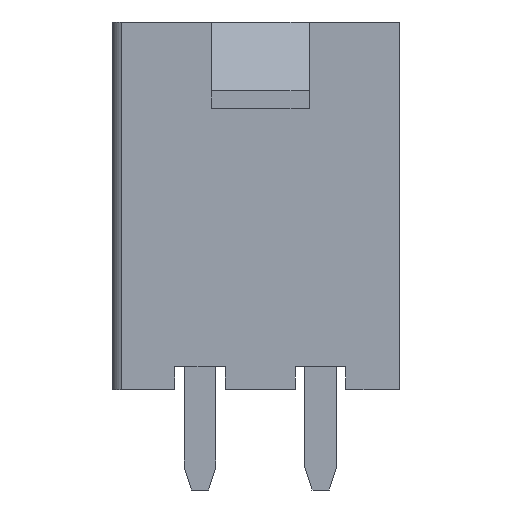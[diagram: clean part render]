
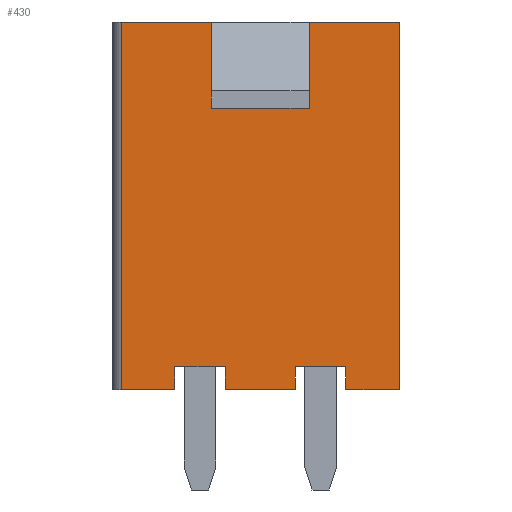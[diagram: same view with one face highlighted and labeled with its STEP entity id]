
A CAD part, front view. The second image highlights one B-rep face of the part: STEP entity #430.
In plain terms, the highlighted planar face has unit normal (0, -1, 0).
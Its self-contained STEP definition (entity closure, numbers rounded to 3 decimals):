
#430 = ADVANCED_FACE( '', ( #922 ), #923, .T. );
#922 = FACE_OUTER_BOUND( '', #1497, .T. );
#923 = PLANE( '', #1498 );
#1497 = EDGE_LOOP( '', ( #2582, #2583, #2584, #2585, #2586, #2587, #2588, #2589, #2590, #2591, #2592, #2593, #2594, #2595, #2596, #2597 ) );
#1498 = AXIS2_PLACEMENT_3D( '', #2598, #2599, #2600 );
#2582 = ORIENTED_EDGE( '', *, *, #4109, .F. );
#2583 = ORIENTED_EDGE( '', *, *, #4110, .T. );
#2584 = ORIENTED_EDGE( '', *, *, #3864, .T. );
#2585 = ORIENTED_EDGE( '', *, *, #4111, .T. );
#2586 = ORIENTED_EDGE( '', *, *, #4056, .F. );
#2587 = ORIENTED_EDGE( '', *, *, #4015, .T. );
#2588 = ORIENTED_EDGE( '', *, *, #4112, .T. );
#2589 = ORIENTED_EDGE( '', *, *, #3831, .F. );
#2590 = ORIENTED_EDGE( '', *, *, #4113, .F. );
#2591 = ORIENTED_EDGE( '', *, *, #3764, .T. );
#2592 = ORIENTED_EDGE( '', *, *, #4114, .T. );
#2593 = ORIENTED_EDGE( '', *, *, #4115, .F. );
#2594 = ORIENTED_EDGE( '', *, *, #4097, .F. );
#2595 = ORIENTED_EDGE( '', *, *, #4116, .T. );
#2596 = ORIENTED_EDGE( '', *, *, #3911, .T. );
#2597 = ORIENTED_EDGE( '', *, *, #4117, .T. );
#2598 = CARTESIAN_POINT( '', ( 4.85, -4.8, -6.4 ) );
#2599 = DIRECTION( '', ( 0., -1., 0. ) );
#2600 = DIRECTION( '', ( 0., 0., -1. ) );
#3764 = EDGE_CURVE( '', #4577, #4578, #4579, .T. );
#3831 = EDGE_CURVE( '', #4693, #4678, #4694, .T. );
#3864 = EDGE_CURVE( '', #4748, #4746, #4749, .T. );
#3911 = EDGE_CURVE( '', #4832, #4830, #4833, .T. );
#4015 = EDGE_CURVE( '', #4998, #4999, #5000, .T. );
#4056 = EDGE_CURVE( '', #4998, #5060, #5061, .T. );
#4097 = EDGE_CURVE( '', #5118, #5120, #5121, .T. );
#4109 = EDGE_CURVE( '', #5137, #5138, #5139, .T. );
#4110 = EDGE_CURVE( '', #5137, #4748, #5140, .T. );
#4111 = EDGE_CURVE( '', #4746, #5060, #5141, .T. );
#4112 = EDGE_CURVE( '', #4999, #4678, #5142, .T. );
#4113 = EDGE_CURVE( '', #4577, #4693, #5143, .T. );
#4114 = EDGE_CURVE( '', #4578, #5144, #5145, .T. );
#4115 = EDGE_CURVE( '', #5120, #5144, #5146, .T. );
#4116 = EDGE_CURVE( '', #5118, #4832, #5147, .T. );
#4117 = EDGE_CURVE( '', #4830, #5138, #5148, .T. );
#4577 = VERTEX_POINT( '', #5746 );
#4578 = VERTEX_POINT( '', #5747 );
#4579 = LINE( '', #5748, #5749 );
#4678 = VERTEX_POINT( '', #5894 );
#4693 = VERTEX_POINT( '', #5916 );
#4694 = LINE( '', #5917, #5918 );
#4746 = VERTEX_POINT( '', #5991 );
#4748 = VERTEX_POINT( '', #5994 );
#4749 = LINE( '', #5995, #5996 );
#4830 = VERTEX_POINT( '', #6117 );
#4832 = VERTEX_POINT( '', #6120 );
#4833 = LINE( '', #6121, #6122 );
#4998 = VERTEX_POINT( '', #6360 );
#4999 = VERTEX_POINT( '', #6361 );
#5000 = LINE( '', #6362, #6363 );
#5060 = VERTEX_POINT( '', #6452 );
#5061 = LINE( '', #6453, #6454 );
#5118 = VERTEX_POINT( '', #6538 );
#5120 = VERTEX_POINT( '', #6541 );
#5121 = LINE( '', #6542, #6543 );
#5137 = VERTEX_POINT( '', #6566 );
#5138 = VERTEX_POINT( '', #6567 );
#5139 = LINE( '', #6568, #6569 );
#5140 = LINE( '', #6570, #6571 );
#5141 = LINE( '', #6572, #6573 );
#5142 = LINE( '', #6574, #6575 );
#5143 = LINE( '', #6576, #6577 );
#5144 = VERTEX_POINT( '', #6578 );
#5145 = LINE( '', #6579, #6580 );
#5146 = LINE( '', #6581, #6582 );
#5147 = LINE( '', #6583, #6584 );
#5148 = LINE( '', #6585, #6586 );
#5746 = CARTESIAN_POINT( '', ( -1.7, -4.8, 3.4 ) );
#5747 = CARTESIAN_POINT( '', ( -1.7, -4.8, 6.4 ) );
#5748 = CARTESIAN_POINT( '', ( -1.7, -4.8, 3.4 ) );
#5749 = VECTOR( '', #7221, 1000. );
#5894 = CARTESIAN_POINT( '', ( 1.7, -4.8, 6.4 ) );
#5916 = CARTESIAN_POINT( '', ( 1.7, -4.8, 3.4 ) );
#5917 = CARTESIAN_POINT( '', ( 1.7, -4.8, 3.4 ) );
#5918 = VECTOR( '', #7275, 1000. );
#5991 = CARTESIAN_POINT( '', ( 2.975, -4.8, -5.6 ) );
#5994 = CARTESIAN_POINT( '', ( 1.225, -4.8, -5.6 ) );
#5995 = CARTESIAN_POINT( '', ( 1.225, -4.8, -5.6 ) );
#5996 = VECTOR( '', #7310, 1000. );
#6117 = CARTESIAN_POINT( '', ( -1.225, -4.8, -5.6 ) );
#6120 = CARTESIAN_POINT( '', ( -2.975, -4.8, -5.6 ) );
#6121 = CARTESIAN_POINT( '', ( -2.975, -4.8, -5.6 ) );
#6122 = VECTOR( '', #7352, 1000. );
#6360 = CARTESIAN_POINT( '', ( 4.85, -4.8, -6.4 ) );
#6361 = CARTESIAN_POINT( '', ( 4.85, -4.8, 6.4 ) );
#6362 = CARTESIAN_POINT( '', ( 4.85, -4.8, -6.4 ) );
#6363 = VECTOR( '', #7471, 1000. );
#6452 = CARTESIAN_POINT( '', ( 2.975, -4.8, -6.4 ) );
#6453 = CARTESIAN_POINT( '', ( 4.85, -4.8, -6.4 ) );
#6454 = VECTOR( '', #7507, 1000. );
#6538 = CARTESIAN_POINT( '', ( -2.975, -4.8, -6.4 ) );
#6541 = CARTESIAN_POINT( '', ( -4.85, -4.8, -6.4 ) );
#6542 = CARTESIAN_POINT( '', ( 4.85, -4.8, -6.4 ) );
#6543 = VECTOR( '', #7545, 1000. );
#6566 = CARTESIAN_POINT( '', ( 1.225, -4.8, -6.4 ) );
#6567 = CARTESIAN_POINT( '', ( -1.225, -4.8, -6.4 ) );
#6568 = CARTESIAN_POINT( '', ( 4.85, -4.8, -6.4 ) );
#6569 = VECTOR( '', #7556, 1000. );
#6570 = CARTESIAN_POINT( '', ( 1.225, -4.8, -6.4 ) );
#6571 = VECTOR( '', #7557, 1000. );
#6572 = CARTESIAN_POINT( '', ( 2.975, -4.8, -5.6 ) );
#6573 = VECTOR( '', #7558, 1000. );
#6574 = CARTESIAN_POINT( '', ( 4.85, -4.8, 6.4 ) );
#6575 = VECTOR( '', #7559, 1000. );
#6576 = CARTESIAN_POINT( '', ( -1.7, -4.8, 3.4 ) );
#6577 = VECTOR( '', #7560, 1000. );
#6578 = CARTESIAN_POINT( '', ( -4.85, -4.8, 6.4 ) );
#6579 = CARTESIAN_POINT( '', ( 4.85, -4.8, 6.4 ) );
#6580 = VECTOR( '', #7561, 1000. );
#6581 = CARTESIAN_POINT( '', ( -4.85, -4.8, -6.4 ) );
#6582 = VECTOR( '', #7562, 1000. );
#6583 = CARTESIAN_POINT( '', ( -2.975, -4.8, -6.4 ) );
#6584 = VECTOR( '', #7563, 1000. );
#6585 = CARTESIAN_POINT( '', ( -1.225, -4.8, -5.6 ) );
#6586 = VECTOR( '', #7564, 1000. );
#7221 = DIRECTION( '', ( 0., 0., 1. ) );
#7275 = DIRECTION( '', ( 0., 0., 1. ) );
#7310 = DIRECTION( '', ( 1., 0., 0. ) );
#7352 = DIRECTION( '', ( 1., 0., 0. ) );
#7471 = DIRECTION( '', ( 0., 0., 1. ) );
#7507 = DIRECTION( '', ( -1., 0., 0. ) );
#7545 = DIRECTION( '', ( -1., 0., 0. ) );
#7556 = DIRECTION( '', ( -1., 0., 0. ) );
#7557 = DIRECTION( '', ( 0., 0., 1. ) );
#7558 = DIRECTION( '', ( 0., 0., -1. ) );
#7559 = DIRECTION( '', ( -1., 0., 0. ) );
#7560 = DIRECTION( '', ( 1., 0., 0. ) );
#7561 = DIRECTION( '', ( -1., 0., 0. ) );
#7562 = DIRECTION( '', ( 0., 0., 1. ) );
#7563 = DIRECTION( '', ( 0., 0., 1. ) );
#7564 = DIRECTION( '', ( 0., 0., -1. ) );
